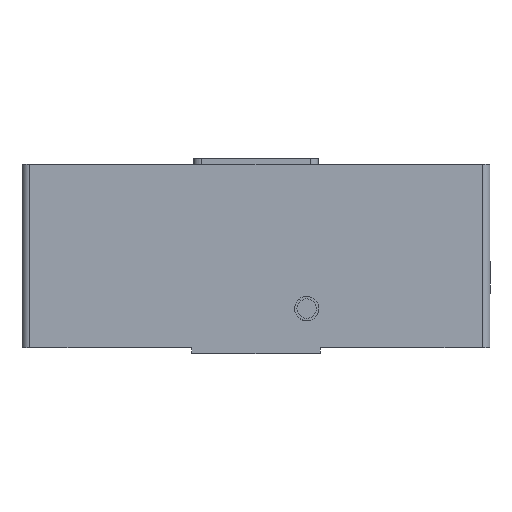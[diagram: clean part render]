
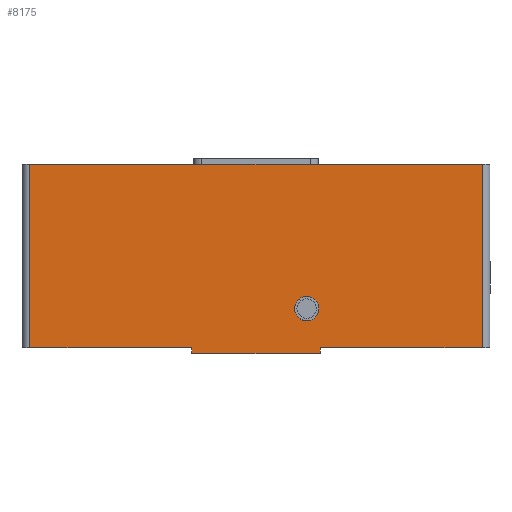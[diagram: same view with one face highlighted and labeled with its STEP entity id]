
A CAD part, front view. The second image highlights one B-rep face of the part: STEP entity #8175.
In plain terms, the highlighted planar face has unit normal (0, -1, 0).
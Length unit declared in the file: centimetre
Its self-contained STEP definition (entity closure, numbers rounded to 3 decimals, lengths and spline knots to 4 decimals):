
#1076=PLANE('',#8672);
#1394=VECTOR('',#9690,1.);
#1395=VECTOR('',#9692,1.);
#1396=VECTOR('',#9693,1.);
#1397=VECTOR('',#9694,1.);
#1398=VECTOR('',#9695,1.);
#1399=VECTOR('',#9696,1.);
#1400=VECTOR('',#9697,1.);
#1401=VECTOR('',#9698,1.);
#2066=LINE('',#11895,#1394);
#2067=LINE('',#11897,#1395);
#2068=LINE('',#11899,#1396);
#2069=LINE('',#11901,#1397);
#2070=LINE('',#11903,#1398);
#2071=LINE('',#11905,#1399);
#2072=LINE('',#11907,#1400);
#2073=LINE('',#11909,#1401);
#2707=VERTEX_POINT('',#11675);
#2799=VERTEX_POINT('',#11889);
#2802=VERTEX_POINT('',#11894);
#2803=VERTEX_POINT('',#11898);
#2804=VERTEX_POINT('',#11900);
#2805=VERTEX_POINT('',#11902);
#2806=VERTEX_POINT('',#11904);
#2807=VERTEX_POINT('',#11906);
#2808=VERTEX_POINT('',#11908);
#3434=CIRCLE('',#8606,0.155);
#3861=EDGE_CURVE('',#2707,#2707,#3434,.T.);
#3973=EDGE_CURVE('',#2802,#2799,#2066,.T.);
#3974=EDGE_CURVE('',#2802,#2803,#2067,.T.);
#3975=EDGE_CURVE('',#2804,#2803,#2068,.T.);
#3976=EDGE_CURVE('',#2804,#2805,#2069,.T.);
#3977=EDGE_CURVE('',#2805,#2806,#2070,.T.);
#3978=EDGE_CURVE('',#2806,#2807,#2071,.T.);
#3979=EDGE_CURVE('',#2807,#2808,#2072,.T.);
#3980=EDGE_CURVE('',#2808,#2799,#2073,.T.);
#5154=ORIENTED_EDGE('',*,*,#3861,.T.);
#5155=ORIENTED_EDGE('',*,*,#3973,.F.);
#5156=ORIENTED_EDGE('',*,*,#3974,.T.);
#5157=ORIENTED_EDGE('',*,*,#3975,.F.);
#5158=ORIENTED_EDGE('',*,*,#3976,.T.);
#5159=ORIENTED_EDGE('',*,*,#3977,.T.);
#5160=ORIENTED_EDGE('',*,*,#3978,.T.);
#5161=ORIENTED_EDGE('',*,*,#3979,.T.);
#5162=ORIENTED_EDGE('',*,*,#3980,.T.);
#7126=EDGE_LOOP('',(#5154));
#7127=EDGE_LOOP('',(#5155,#5156,#5157,#5158,#5159,#5160,#5161,#5162));
#7661=FACE_BOUND('',#7126,.T.);
#7662=FACE_BOUND('',#7127,.T.);
#8175=ADVANCED_FACE('',(#7661,#7662),#1076,.T.);
#8606=AXIS2_PLACEMENT_3D('',#11674,#9509,#9510);
#8672=AXIS2_PLACEMENT_3D('',#11896,#9691,$);
#9509=DIRECTION('',(0.,1.,0.));
#9510=DIRECTION('',(0.,0.,0.155));
#9690=DIRECTION('',(0.,0.,1.));
#9691=DIRECTION('',(0.,-1.,0.));
#9692=DIRECTION('',(1.,0.,0.));
#9693=DIRECTION('',(0.,0.,-1.));
#9694=DIRECTION('',(-1.,0.,0.));
#9695=DIRECTION('',(0.,0.,1.));
#9696=DIRECTION('',(-1.,0.,0.));
#9697=DIRECTION('',(0.,0.,-1.));
#9698=DIRECTION('',(-1.,0.,0.));
#11674=CARTESIAN_POINT('',(-0.65,-3.,1.85));
#11675=CARTESIAN_POINT('',(-0.65,-3.,2.005));
#11889=CARTESIAN_POINT('',(-2.9,-3.,2.35));
#11894=CARTESIAN_POINT('',(-2.9,-3.,0.));
#11895=CARTESIAN_POINT('',(-2.9,-3.,0.));
#11896=CARTESIAN_POINT('',(0.,-3.,0.));
#11897=CARTESIAN_POINT('',(-3.,-3.,0.));
#11898=CARTESIAN_POINT('',(2.9,-3.,0.));
#11899=CARTESIAN_POINT('',(2.9,-3.,0.));
#11900=CARTESIAN_POINT('',(2.9,-3.,2.35));
#11901=CARTESIAN_POINT('',(0.,-3.,2.35));
#11902=CARTESIAN_POINT('',(0.825,-3.,2.35));
#11903=CARTESIAN_POINT('',(0.825,-3.,1.2125));
#11904=CARTESIAN_POINT('',(0.825,-3.,2.425));
#11905=CARTESIAN_POINT('',(-3.,-3.,2.425));
#11906=CARTESIAN_POINT('',(-0.825,-3.,2.425));
#11907=CARTESIAN_POINT('',(-0.825,-3.,1.2125));
#11908=CARTESIAN_POINT('',(-0.825,-3.,2.35));
#11909=CARTESIAN_POINT('',(0.,-3.,2.35));
